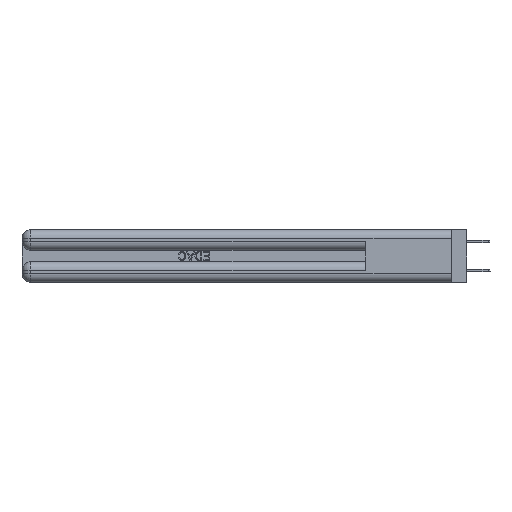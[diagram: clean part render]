
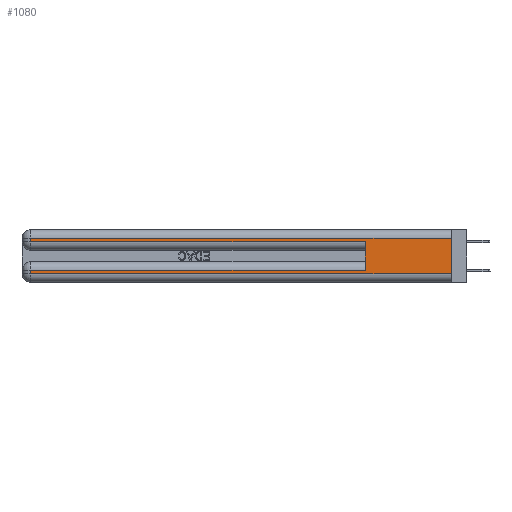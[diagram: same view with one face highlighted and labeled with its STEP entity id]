
A CAD part, left-side view. The second image highlights one B-rep face of the part: STEP entity #1080.
In plain terms, the highlighted planar face has unit normal (-1, 0, 0).
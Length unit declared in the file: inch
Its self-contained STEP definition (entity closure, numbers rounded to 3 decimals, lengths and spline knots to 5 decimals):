
#451 = CARTESIAN_POINT ( 'NONE',  ( 0., 0., 0.06 ) ) ;
#936 = LINE ( 'NONE', #39908, #18915 ) ;
#962 = ORIENTED_EDGE ( 'NONE', *, *, #17460, .F. ) ;
#1080 = ADVANCED_FACE ( 'NONE', ( #28568 ), #2952, .F. ) ;
#1702 = VECTOR ( 'NONE', #32284, 39.37008 ) ;
#2780 = VERTEX_POINT ( 'NONE', #25876 ) ;
#2952 = PLANE ( 'NONE',  #40872 ) ;
#2956 = DIRECTION ( 'NONE',  ( 0., 1., 0. ) ) ;
#3571 = CARTESIAN_POINT ( 'NONE',  ( 0., 0., 0.06 ) ) ;
#4311 = CARTESIAN_POINT ( 'NONE',  ( 0., 2.94, 0.06 ) ) ;
#4756 = VECTOR ( 'NONE', #2956, 39.37008 ) ;
#5009 = ORIENTED_EDGE ( 'NONE', *, *, #32732, .F. ) ;
#5450 = ORIENTED_EDGE ( 'NONE', *, *, #32069, .T. ) ;
#6060 = CARTESIAN_POINT ( 'NONE',  ( 0., 0.6, 0.285 ) ) ;
#6920 = VECTOR ( 'NONE', #28190, 39.37008 ) ;
#6978 = LINE ( 'NONE', #45627, #4756 ) ;
#7540 = EDGE_CURVE ( 'NONE', #17678, #44024, #44796, .T. ) ;
#8773 = LINE ( 'NONE', #12180, #26693 ) ;
#9586 = ORIENTED_EDGE ( 'NONE', *, *, #21474, .T. ) ;
#10184 = CARTESIAN_POINT ( 'NONE',  ( 0., 0., 0.37 ) ) ;
#10409 = EDGE_LOOP ( 'NONE', ( #962, #28655, #10912, #5450, #5009, #9586, #26529, #30101 ) ) ;
#10912 = ORIENTED_EDGE ( 'NONE', *, *, #23607, .T. ) ;
#11290 = LINE ( 'NONE', #28712, #1702 ) ;
#12180 = CARTESIAN_POINT ( 'NONE',  ( 0., 0., 0.31 ) ) ;
#13200 = VERTEX_POINT ( 'NONE', #27967 ) ;
#13812 = DIRECTION ( 'NONE',  ( 0., 0., -1. ) ) ;
#14509 = DIRECTION ( 'NONE',  ( 0., -1., 0. ) ) ;
#16910 = CARTESIAN_POINT ( 'NONE',  ( 0., 2.94, 0.085 ) ) ;
#17236 = VECTOR ( 'NONE', #18517, 39.37008 ) ;
#17460 = EDGE_CURVE ( 'NONE', #13200, #31182, #936, .T. ) ;
#17678 = VERTEX_POINT ( 'NONE', #16910 ) ;
#18124 = EDGE_CURVE ( 'NONE', #13200, #2780, #8773, .T. ) ;
#18517 = DIRECTION ( 'NONE',  ( 0., -1., 0. ) ) ;
#18915 = VECTOR ( 'NONE', #22221, 39.37008 ) ;
#19763 = LINE ( 'NONE', #35792, #22024 ) ;
#21252 = VERTEX_POINT ( 'NONE', #22573 ) ;
#21474 = EDGE_CURVE ( 'NONE', #33641, #17678, #6978, .T. ) ;
#22024 = VECTOR ( 'NONE', #14509, 39.37008 ) ;
#22083 = DIRECTION ( 'NONE',  ( 0., 0., 1. ) ) ;
#22221 = DIRECTION ( 'NONE',  ( 0., 0., -1. ) ) ;
#22573 = CARTESIAN_POINT ( 'NONE',  ( 0., 2.94, 0.285 ) ) ;
#23607 = EDGE_CURVE ( 'NONE', #2780, #21252, #11290, .T. ) ;
#25503 = CARTESIAN_POINT ( 'NONE',  ( 0., 0.6, 0.145 ) ) ;
#25876 = CARTESIAN_POINT ( 'NONE',  ( 0., 2.94, 0.31 ) ) ;
#26529 = ORIENTED_EDGE ( 'NONE', *, *, #7540, .T. ) ;
#26693 = VECTOR ( 'NONE', #33660, 39.37008 ) ;
#27967 = CARTESIAN_POINT ( 'NONE',  ( 0., 0., 0.31 ) ) ;
#28190 = DIRECTION ( 'NONE',  ( 0., 0., -1. ) ) ;
#28568 = FACE_OUTER_BOUND ( 'NONE', #10409, .T. ) ;
#28655 = ORIENTED_EDGE ( 'NONE', *, *, #18124, .T. ) ;
#28712 = CARTESIAN_POINT ( 'NONE',  ( 0., 2.94, 0.37 ) ) ;
#29764 = VECTOR ( 'NONE', #22083, 39.37008 ) ;
#30101 = ORIENTED_EDGE ( 'NONE', *, *, #42538, .T. ) ;
#31182 = VERTEX_POINT ( 'NONE', #3571 ) ;
#32069 = EDGE_CURVE ( 'NONE', #21252, #41689, #19763, .T. ) ;
#32284 = DIRECTION ( 'NONE',  ( 0., 0., -1. ) ) ;
#32732 = EDGE_CURVE ( 'NONE', #33641, #41689, #39157, .T. ) ;
#33641 = VERTEX_POINT ( 'NONE', #44621 ) ;
#33660 = DIRECTION ( 'NONE',  ( 0., 1., 0. ) ) ;
#35016 = LINE ( 'NONE', #451, #17236 ) ;
#35111 = DIRECTION ( 'NONE',  ( 1., 0., 0. ) ) ;
#35792 = CARTESIAN_POINT ( 'NONE',  ( 0., 0., 0.285 ) ) ;
#39157 = LINE ( 'NONE', #25503, #29764 ) ;
#39908 = CARTESIAN_POINT ( 'NONE',  ( 0., 0., 0.37 ) ) ;
#40872 = AXIS2_PLACEMENT_3D ( 'NONE', #10184, #35111, #13812 ) ;
#41689 = VERTEX_POINT ( 'NONE', #6060 ) ;
#42538 = EDGE_CURVE ( 'NONE', #44024, #31182, #35016, .T. ) ;
#44024 = VERTEX_POINT ( 'NONE', #4311 ) ;
#44621 = CARTESIAN_POINT ( 'NONE',  ( 0., 0.6, 0.085 ) ) ;
#44796 = LINE ( 'NONE', #45792, #6920 ) ;
#45627 = CARTESIAN_POINT ( 'NONE',  ( 0., 0., 0.085 ) ) ;
#45792 = CARTESIAN_POINT ( 'NONE',  ( 0., 2.94, 0.37 ) ) ;
